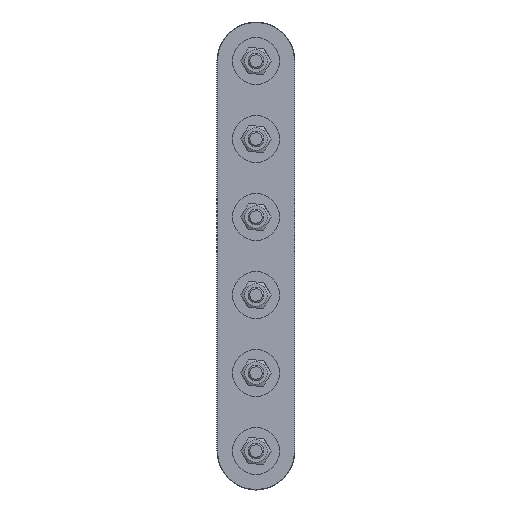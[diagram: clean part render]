
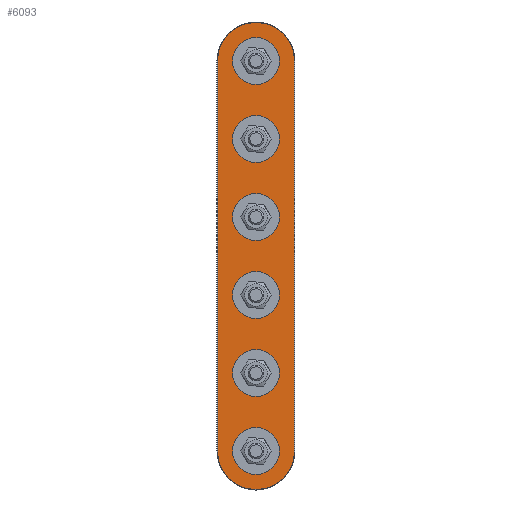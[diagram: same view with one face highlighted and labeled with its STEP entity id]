
A CAD part, front view. The second image highlights one B-rep face of the part: STEP entity #6093.
In plain terms, the highlighted planar face has unit normal (0, -1, 0).
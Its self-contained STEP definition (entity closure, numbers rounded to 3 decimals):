
#100=LINE('',#11031,#196);
#104=LINE('',#11041,#200);
#196=VECTOR('',#8794,10.);
#200=VECTOR('',#8804,10.);
#572=PLANE('',#6974);
#1135=FACE_BOUND('',#2474,.T.);
#1136=FACE_BOUND('',#2475,.T.);
#1137=FACE_BOUND('',#2476,.T.);
#1138=FACE_BOUND('',#2477,.T.);
#1139=FACE_BOUND('',#2478,.T.);
#1140=FACE_BOUND('',#2479,.T.);
#1623=FACE_OUTER_BOUND('',#2473,.T.);
#2473=EDGE_LOOP('',(#5435,#5436,#5437,#5438));
#2474=EDGE_LOOP('',(#5439));
#2475=EDGE_LOOP('',(#5440));
#2476=EDGE_LOOP('',(#5441));
#2477=EDGE_LOOP('',(#5442));
#2478=EDGE_LOOP('',(#5443));
#2479=EDGE_LOOP('',(#5444));
#2613=CIRCLE('',#6271,3.);
#2634=CIRCLE('',#6324,3.);
#2735=CIRCLE('',#6537,3.);
#2756=CIRCLE('',#6590,3.);
#2777=CIRCLE('',#6643,3.);
#2873=CIRCLE('',#6847,3.);
#2928=CIRCLE('',#6959,14.8);
#2936=CIRCLE('',#6975,14.8);
#3053=VERTEX_POINT('',#9226);
#3098=VERTEX_POINT('',#9438);
#3223=VERTEX_POINT('',#9890);
#3268=VERTEX_POINT('',#10102);
#3313=VERTEX_POINT('',#10314);
#3433=VERTEX_POINT('',#10752);
#3497=VERTEX_POINT('',#10997);
#3500=VERTEX_POINT('',#11002);
#3509=VERTEX_POINT('',#11030);
#3512=VERTEX_POINT('',#11040);
#3631=EDGE_CURVE('',#3053,#3053,#2613,.T.);
#3689=EDGE_CURVE('',#3098,#3098,#2634,.T.);
#3827=EDGE_CURVE('',#3223,#3223,#2735,.T.);
#3885=EDGE_CURVE('',#3268,#3268,#2756,.T.);
#3943=EDGE_CURVE('',#3313,#3313,#2777,.T.);
#4076=EDGE_CURVE('',#3433,#3433,#2873,.T.);
#4150=EDGE_CURVE('',#3500,#3497,#2928,.T.);
#4163=EDGE_CURVE('',#3497,#3509,#100,.T.);
#4168=EDGE_CURVE('',#3512,#3500,#104,.T.);
#4170=EDGE_CURVE('',#3509,#3512,#2936,.T.);
#5435=ORIENTED_EDGE('',*,*,#4163,.F.);
#5436=ORIENTED_EDGE('',*,*,#4150,.F.);
#5437=ORIENTED_EDGE('',*,*,#4168,.F.);
#5438=ORIENTED_EDGE('',*,*,#4170,.F.);
#5439=ORIENTED_EDGE('',*,*,#3631,.F.);
#5440=ORIENTED_EDGE('',*,*,#3689,.F.);
#5441=ORIENTED_EDGE('',*,*,#3827,.F.);
#5442=ORIENTED_EDGE('',*,*,#3885,.F.);
#5443=ORIENTED_EDGE('',*,*,#3943,.F.);
#5444=ORIENTED_EDGE('',*,*,#4076,.F.);
#6093=ADVANCED_FACE('',(#1623,#1135,#1136,#1137,#1138,#1139,#1140),#572,
 .F.);
#6271=AXIS2_PLACEMENT_3D('',#9227,#7323,#7324);
#6324=AXIS2_PLACEMENT_3D('',#9439,#7441,#7442);
#6537=AXIS2_PLACEMENT_3D('',#9891,#7879,#7880);
#6590=AXIS2_PLACEMENT_3D('',#10103,#7997,#7998);
#6643=AXIS2_PLACEMENT_3D('',#10315,#8115,#8116);
#6847=AXIS2_PLACEMENT_3D('',#10753,#8535,#8536);
#6959=AXIS2_PLACEMENT_3D('',#11004,#8765,#8766);
#6974=AXIS2_PLACEMENT_3D('',#11043,#8807,#8808);
#6975=AXIS2_PLACEMENT_3D('',#11044,#8809,#8810);
#7323=DIRECTION('center_axis',(0.,-1.,0.));
#7324=DIRECTION('ref_axis',(-0.962,0.,-0.273));
#7441=DIRECTION('center_axis',(0.,-1.,0.));
#7442=DIRECTION('ref_axis',(-0.962,0.,-0.273));
#7879=DIRECTION('center_axis',(0.,-1.,0.));
#7880=DIRECTION('ref_axis',(-0.962,0.,-0.273));
#7997=DIRECTION('center_axis',(0.,-1.,0.));
#7998=DIRECTION('ref_axis',(-0.962,0.,-0.273));
#8115=DIRECTION('center_axis',(0.,-1.,0.));
#8116=DIRECTION('ref_axis',(-0.962,0.,-0.273));
#8535=DIRECTION('center_axis',(0.,-1.,0.));
#8536=DIRECTION('ref_axis',(-0.962,0.,-0.273));
#8765=DIRECTION('center_axis',(0.,1.,0.));
#8766=DIRECTION('ref_axis',(0.,0.,
1.));
#8794=DIRECTION('',(0.,0.,-1.));
#8804=DIRECTION('',(0.,0.,1.));
#8807=DIRECTION('center_axis',(0.,1.,0.));
#8808=DIRECTION('ref_axis',(-1.,0.,0.));
#8809=DIRECTION('center_axis',(0.,1.,0.));
#8810=DIRECTION('ref_axis',(0.,0.,
-1.));
#9226=CARTESIAN_POINT('',(2.886,0.,-74.18));
#9227=CARTESIAN_POINT('Origin',(0.,0.,
-75.));
#9438=CARTESIAN_POINT('',(2.886,0.,-44.18));
#9439=CARTESIAN_POINT('Origin',(0.,0.,
-45.));
#9890=CARTESIAN_POINT('',(2.886,0.,-14.18));
#9891=CARTESIAN_POINT('Origin',(0.,0.,
-15.));
#10102=CARTESIAN_POINT('',(2.886,0.,15.82));
#10103=CARTESIAN_POINT('Origin',(0.,0.,
15.));
#10314=CARTESIAN_POINT('',(2.886,0.,45.82));
#10315=CARTESIAN_POINT('Origin',(0.,0.,
45.));
#10752=CARTESIAN_POINT('',(2.886,0.,75.82));
#10753=CARTESIAN_POINT('Origin',(0.,0.,
75.));
#10997=CARTESIAN_POINT('',(14.8,0.,75.));
#11002=CARTESIAN_POINT('',(-14.8,0.,75.));
#11004=CARTESIAN_POINT('Origin',(0.,0.,
75.));
#11030=CARTESIAN_POINT('',(14.8,0.,-75.));
#11031=CARTESIAN_POINT('',(14.8,0.,60.));
#11040=CARTESIAN_POINT('',(-14.8,0.,-75.));
#11041=CARTESIAN_POINT('',(-14.8,0.,-60.));
#11043=CARTESIAN_POINT('Origin',(0.,0.,
-45.));
#11044=CARTESIAN_POINT('Origin',(0.,0.,
-75.));
